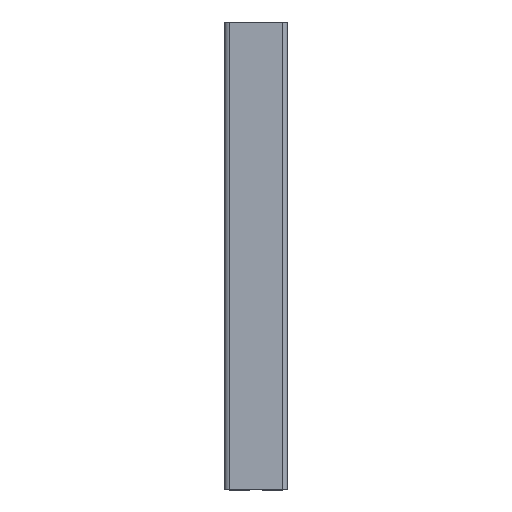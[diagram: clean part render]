
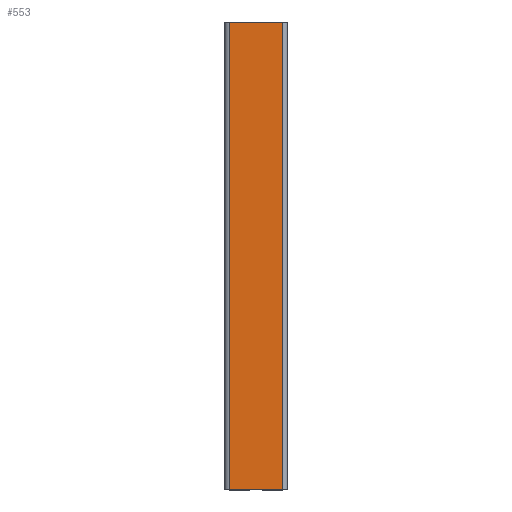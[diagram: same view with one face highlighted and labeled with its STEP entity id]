
A CAD part, top view. The second image highlights one B-rep face of the part: STEP entity #553.
In plain terms, the highlighted face is planar.
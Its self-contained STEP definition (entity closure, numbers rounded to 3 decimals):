
#133 = EDGE_CURVE ( 'NONE', #2609, #2583, #3145, .T. ) ;
#137 = EDGE_CURVE ( 'NONE', #2584, #2618, #3188, .T. ) ;
#148 = EDGE_CURVE ( 'NONE', #2609, #2584, #3299, .T. ) ;
#154 = EDGE_CURVE ( 'NONE', #2583, #2618, #3390, .T. ) ;
#553 = ADVANCED_FACE ( 'PLANAR_11', ( #1149 ), #1160, .T. ) ;
#1149 = FACE_OUTER_BOUND ( 'NONE', #2396, .T. ) ;
#1156 = CARTESIAN_POINT ( 'NONE',  ( 17., 20., -300. ) ) ;
#1157 = DIRECTION ( 'NONE',  ( -1., 0., 0. ) ) ;
#1160 = PLANE ( 'NONE',  #3679 ) ;
#1161 = DIRECTION ( 'NONE',  ( 0., 1., 0. ) ) ;
#1628 = ORIENTED_EDGE ( 'NONE', *, *, #148, .F. ) ;
#1638 = ORIENTED_EDGE ( 'NONE', *, *, #154, .T. ) ;
#1640 = ORIENTED_EDGE ( 'NONE', *, *, #133, .T. ) ;
#1670 = ORIENTED_EDGE ( 'NONE', *, *, #137, .F. ) ;
#1809 = CARTESIAN_POINT ( 'NONE',  ( -17., 20., -300. ) ) ;
#1812 = CARTESIAN_POINT ( 'NONE',  ( 17., 20., 0. ) ) ;
#2396 = EDGE_LOOP ( 'NONE', ( #1670, #1628, #1640, #1638 ) ) ;
#2583 = VERTEX_POINT ( 'NONE', #1809 ) ;
#2584 = VERTEX_POINT ( 'NONE', #1812 ) ;
#2609 = VERTEX_POINT ( 'NONE', #4117 ) ;
#2618 = VERTEX_POINT ( 'NONE', #4142 ) ;
#2998 = VECTOR ( 'NONE', #3318, 1000. ) ;
#3005 = VECTOR ( 'NONE', #3180, 1000. ) ;
#3014 = VECTOR ( 'NONE', #3196, 1000. ) ;
#3029 = VECTOR ( 'NONE', #3410, 1000. ) ;
#3145 = LINE ( 'NONE', #3195, #3005 ) ;
#3180 = DIRECTION ( 'NONE',  ( -1., 0., 0. ) ) ;
#3188 = LINE ( 'NONE', #3205, #3014 ) ;
#3195 = CARTESIAN_POINT ( 'NONE',  ( 17., 20., -300. ) ) ;
#3196 = DIRECTION ( 'NONE',  ( -1., 0., 0. ) ) ;
#3205 = CARTESIAN_POINT ( 'NONE',  ( 17., 20., 0. ) ) ;
#3299 = LINE ( 'NONE', #3308, #2998 ) ;
#3308 = CARTESIAN_POINT ( 'NONE',  ( 17., 20., -300. ) ) ;
#3318 = DIRECTION ( 'NONE',  ( 0., 0., 1. ) ) ;
#3383 = CARTESIAN_POINT ( 'NONE',  ( -17., 20., -300. ) ) ;
#3390 = LINE ( 'NONE', #3383, #3029 ) ;
#3410 = DIRECTION ( 'NONE',  ( 0., 0., 1. ) ) ;
#3679 = AXIS2_PLACEMENT_3D ( 'NONE', #1156, #1161, #1157 ) ;
#4117 = CARTESIAN_POINT ( 'NONE',  ( 17., 20., -300. ) ) ;
#4142 = CARTESIAN_POINT ( 'NONE',  ( -17., 20., 0. ) ) ;
